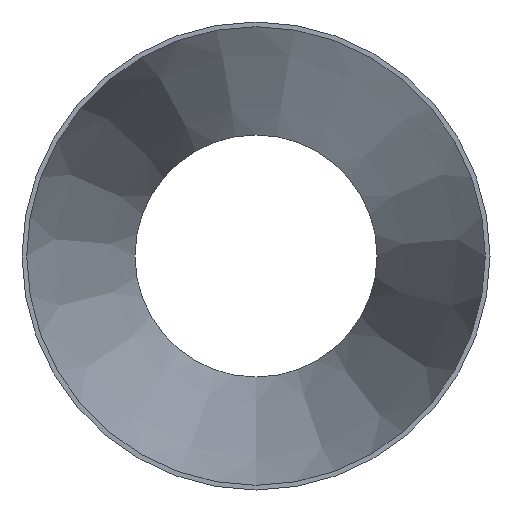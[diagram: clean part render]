
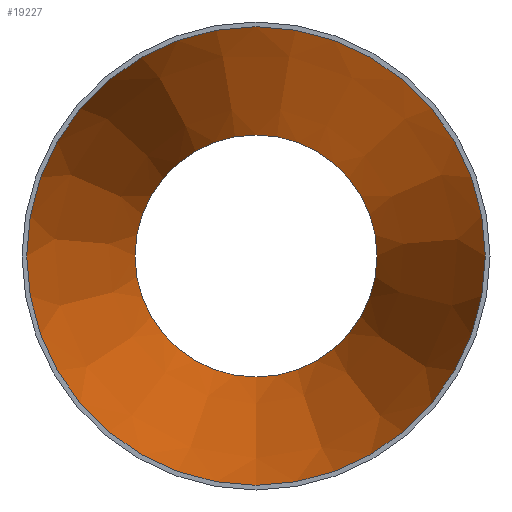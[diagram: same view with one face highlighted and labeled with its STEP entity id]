
A CAD part, front view. The second image highlights one B-rep face of the part: STEP entity #19227.
In plain terms, the highlighted conical face has half-angle 13.023 degrees and reference radius 248.868 mm.
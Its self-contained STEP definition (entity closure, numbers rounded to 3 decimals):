
#764 = VERTEX_POINT ( 'NONE', #15370 ) ;
#3109 = FACE_OUTER_BOUND ( 'NONE', #8909, .T. ) ;
#3565 = DIRECTION ( 'NONE',  ( 0., -1., 0. ) ) ;
#5676 = CARTESIAN_POINT ( 'NONE',  ( 0., 0., 0. ) ) ;
#6085 = CIRCLE ( 'NONE', #32806, 131.368 ) ;
#7375 = ORIENTED_EDGE ( 'NONE', *, *, #20339, .T. ) ;
#8909 = EDGE_LOOP ( 'NONE', ( #7375 ) ) ;
#9508 = DIRECTION ( 'NONE',  ( 0., -1., 0. ) ) ;
#11546 = CARTESIAN_POINT ( 'NONE',  ( 0., 0., -248.868 ) ) ;
#15370 = CARTESIAN_POINT ( 'NONE',  ( 0., 508., -131.368 ) ) ;
#17246 = DIRECTION ( 'NONE',  ( 0., 0., -1. ) ) ;
#17602 = CARTESIAN_POINT ( 'NONE',  ( 0., 508., 0. ) ) ;
#19227 = ADVANCED_FACE ( 'NONE', ( #32533, #3109 ), #38896, .F. ) ;
#19307 = ORIENTED_EDGE ( 'NONE', *, *, #45802, .F. ) ;
#20339 = EDGE_CURVE ( 'NONE', #33557, #33557, #44217, .T. ) ;
#20584 = AXIS2_PLACEMENT_3D ( 'NONE', #5676, #9508, #31280 ) ;
#24317 = DIRECTION ( 'NONE',  ( 0., -1., 0. ) ) ;
#27415 = AXIS2_PLACEMENT_3D ( 'NONE', #36346, #3565, #17246 ) ;
#31280 = DIRECTION ( 'NONE',  ( 0., 0., -1. ) ) ;
#32533 = FACE_BOUND ( 'NONE', #34892, .T. ) ;
#32806 = AXIS2_PLACEMENT_3D ( 'NONE', #17602, #24317, #43172 ) ;
#33557 = VERTEX_POINT ( 'NONE', #11546 ) ;
#34892 = EDGE_LOOP ( 'NONE', ( #19307 ) ) ;
#36346 = CARTESIAN_POINT ( 'NONE',  ( 0., 0., 0. ) ) ;
#38896 = CONICAL_SURFACE ( 'NONE', #27415, 248.868, 0.227 ) ;
#43172 = DIRECTION ( 'NONE',  ( 0., 0., -1. ) ) ;
#44217 = CIRCLE ( 'NONE', #20584, 248.868 ) ;
#45802 = EDGE_CURVE ( 'NONE', #764, #764, #6085, .T. ) ;
